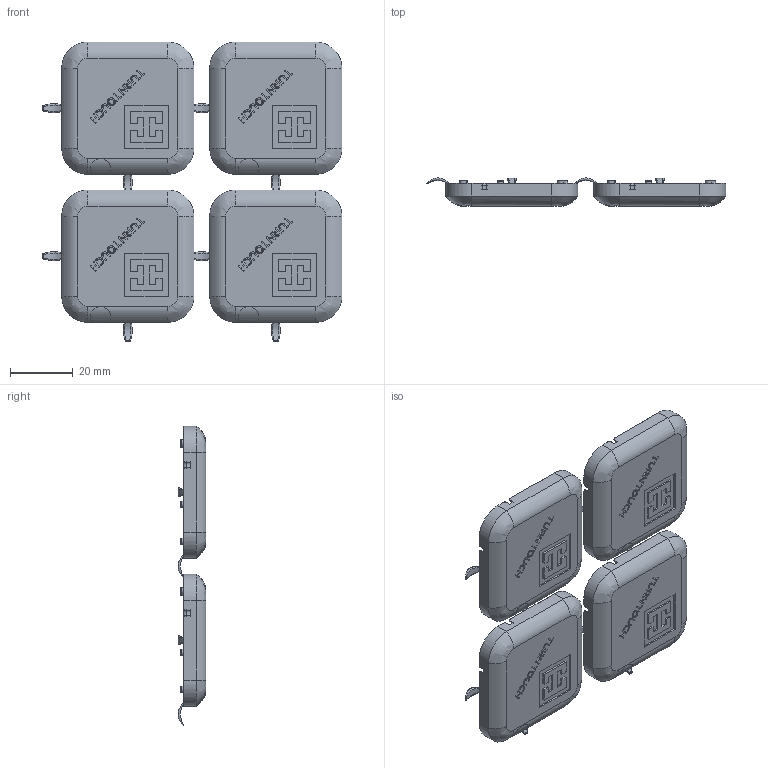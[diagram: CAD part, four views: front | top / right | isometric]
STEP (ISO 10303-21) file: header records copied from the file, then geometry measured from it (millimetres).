
FILE_DESCRIPTION(/* description */ (''),/* implementation_level */ '2;1');
FILE_NAME(/* name */ 'Remote Bottom Print Assembly.stp',/* time_stamp */ '2016-02-08T13:48:16-08:00',/* author */ ('Sam Clay'),/* organization */ (''),/* preprocessor_version */ 'ST-DEVELOPER v16.1',/* originating_system */ 'Autodesk Inventor 2016',/* authorisation */ '');
FILE_SCHEMA (('AUTOMOTIVE_DESIGN { 1 0 10303 214 3 1 1 }'));
Length unit declared in the file: inch
Products named in the file (2): Remote Bottom; Remote Bottom Print Assembly
Assembly tree (4 placements, depth 2):
  Remote Bottom Print Assembly
    Remote Bottom  x4
Bounding box: 95.19 x 8.86 x 95.19 mm (x, y, z)
Volume: 15408 mm3; surface area: 22938.2 mm2
Topology: 16 solids, 16 shells, 3416 faces, 9208 edges, 5980 vertices
Faces by surface type: plane 1500, bspline 1292, cylinder 468, torus 120, cone 36
Full cylindrical faces by diameter (mm): 1.981 x20
Entity records: 35920 total; most frequent: CARTESIAN_POINT 17007, ORIENTED_EDGE 4544, DIRECTION 2814, EDGE_CURVE 2272, VERTEX_POINT 1490, LINE 1124, VECTOR 1124, EDGE_LOOP 918
